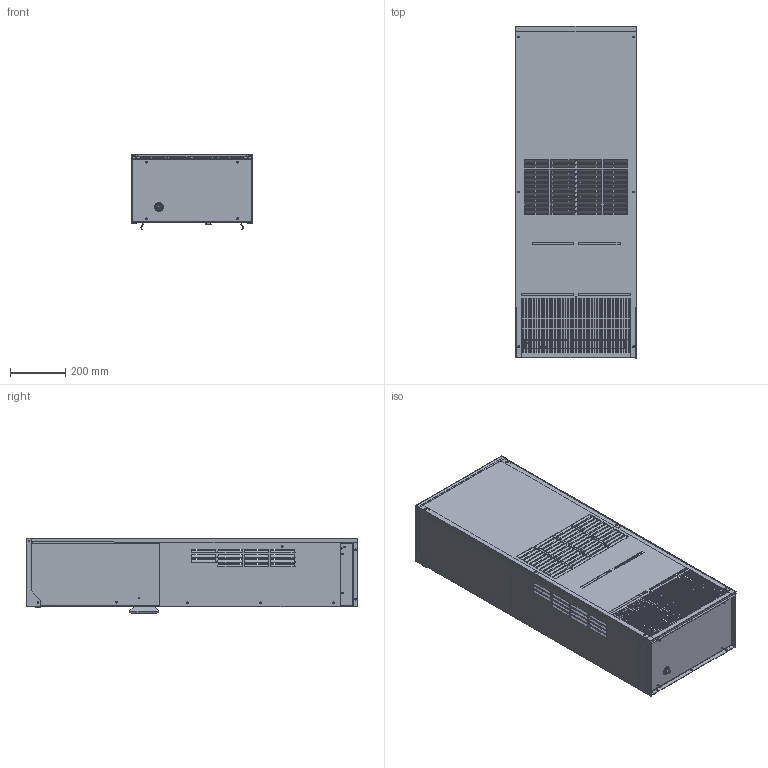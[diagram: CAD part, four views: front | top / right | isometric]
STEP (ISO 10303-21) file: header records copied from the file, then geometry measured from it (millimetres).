
FILE_DESCRIPTION((''),'2;1');
FILE_NAME('STEP-KNA4C9DP47L.stp', '2013-03-26T13:49:03',('User'),('SDRC'),'I-DEAS Master Series','UNIX','Yes');
FILE_SCHEMA(('CONFIG_CONTROL_DESIGN', 'GEOMETRIC_VALIDATION_PROPERTIES_MIM','SHAPE_APPEARANCE_LAYER_MIM'));
Length unit declared in the file: inch
Bounding box: 439.17 x 1199.79 x 274.52 mm (x, y, z)
Volume: 2996544 mm3; surface area: 5231291.8 mm2
Topology: 62 solids, 62 shells, 2167 faces, 5904 edges, 3908 vertices
Faces by surface type: bspline 2167
Entity records: 70981 total; most frequent: CARTESIAN_POINT 30637, ORIENTED_EDGE 11808, EDGE_CURVE 5904, VERTEX_POINT 3908, OVER_RIDING_STYLED_ITEM 3569, QUASI_UNIFORM_CURVE 3172, EDGE_LOOP 2964, FACE_OUTER_BOUND 2167
